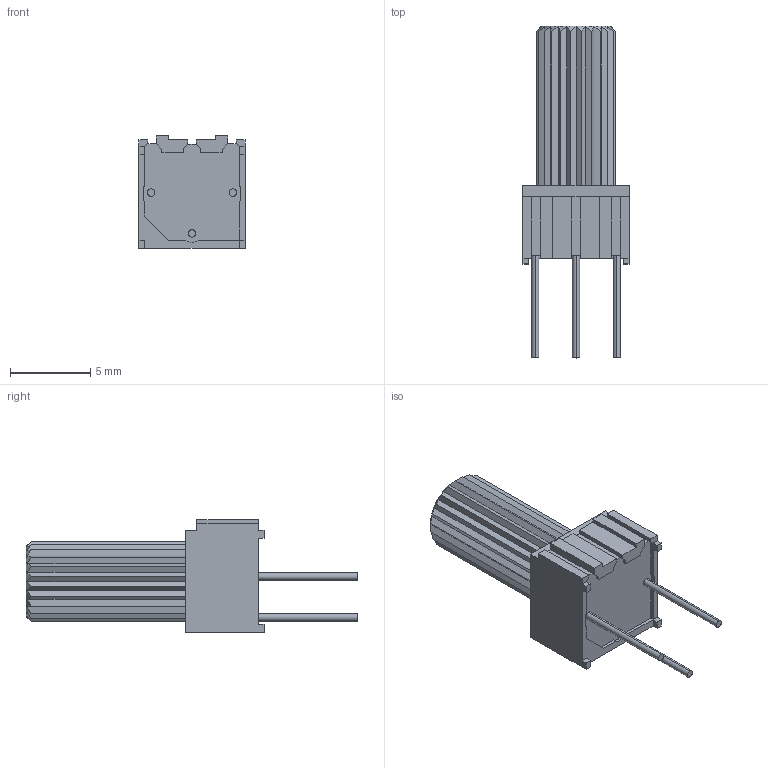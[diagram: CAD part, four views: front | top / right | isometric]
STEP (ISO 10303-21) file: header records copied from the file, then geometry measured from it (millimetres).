
FILE_DESCRIPTION (( 'STEP AP214' ), '1' );
FILE_NAME ('3362P-1-103TLF.STEP', '2020-09-21T09:53:25', ( '' ), ( '' ), 'SwSTEP 2.0', 'SolidWorks 2017', '' );
FILE_SCHEMA (( 'AUTOMOTIVE_DESIGN' ));
Length unit declared in the file: millimetre
Products named in the file (1): 3362P-1-103TLF
Bounding box: 6.6 x 20.65 x 6.99 mm (x, y, z)
Volume: 367 mm3; surface area: 492.4 mm2
Topology: 5 solids, 5 shells, 144 faces, 383 edges, 251 vertices
Faces by surface type: plane 128, cylinder 12, cone 4
Entity records: 4511 total; most frequent: CARTESIAN_POINT 923, ORIENTED_EDGE 766, DIRECTION 655, EDGE_CURVE 383, LINE 305, VECTOR 305, VERTEX_POINT 251, AXIS2_PLACEMENT_3D 175
